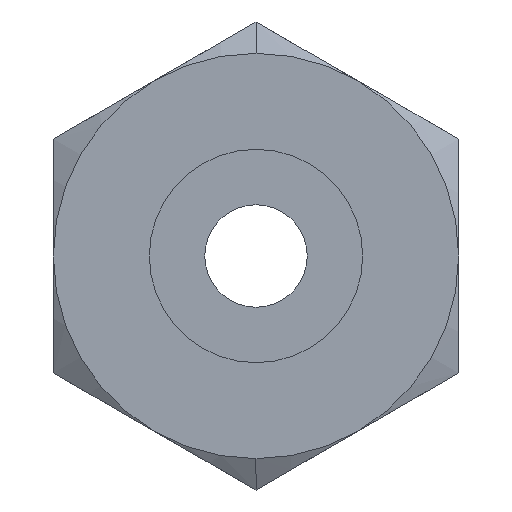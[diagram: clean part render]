
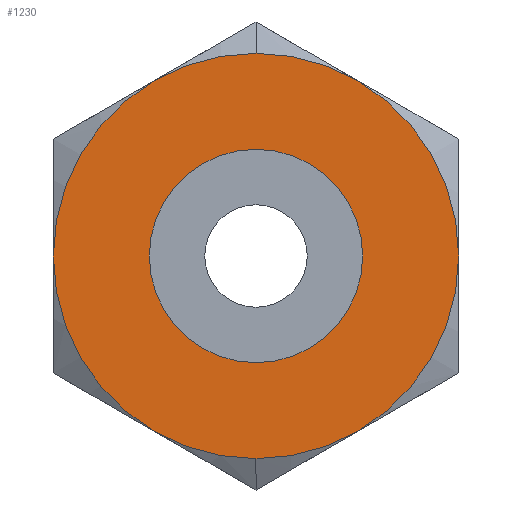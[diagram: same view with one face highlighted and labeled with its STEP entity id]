
A CAD part, left-side view. The second image highlights one B-rep face of the part: STEP entity #1230.
In plain terms, the highlighted planar face has unit normal (-1, 0, 0).
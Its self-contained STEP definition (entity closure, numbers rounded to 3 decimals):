
#112 = EDGE_LOOP ( 'NONE', ( #7014, #1912 ) ) ;
#671 = CIRCLE ( 'NONE', #6754, 9.5 ) ;
#917 = CARTESIAN_POINT ( 'NONE',  ( 0., 0., 0. ) ) ;
#1000 = DIRECTION ( 'NONE',  ( 0., 0., -1. ) ) ;
#1076 = DIRECTION ( 'NONE',  ( 0., 0., -1. ) ) ;
#1230 = ADVANCED_FACE ( 'NONE', ( #3446, #7381 ), #4116, .T. ) ;
#1310 = EDGE_CURVE ( 'NONE', #3073, #2088, #671, .T. ) ;
#1319 = CARTESIAN_POINT ( 'NONE',  ( 0., 0., 4.75 ) ) ;
#1631 = CARTESIAN_POINT ( 'NONE',  ( 0., 0., 0. ) ) ;
#1695 = DIRECTION ( 'NONE',  ( 0., 0., 1. ) ) ;
#1730 = ORIENTED_EDGE ( 'NONE', *, *, #1310, .F. ) ;
#1866 = AXIS2_PLACEMENT_3D ( 'NONE', #1631, #4388, #6323 ) ;
#1912 = ORIENTED_EDGE ( 'NONE', *, *, #4418, .T. ) ;
#2059 = AXIS2_PLACEMENT_3D ( 'NONE', #7766, #5904, #1695 ) ;
#2088 = VERTEX_POINT ( 'NONE', #8142 ) ;
#2605 = CARTESIAN_POINT ( 'NONE',  ( 0., 0., -5. ) ) ;
#2954 = EDGE_LOOP ( 'NONE', ( #8419, #1730 ) ) ;
#3073 = VERTEX_POINT ( 'NONE', #3500 ) ;
#3141 = CIRCLE ( 'NONE', #1866, 5. ) ;
#3149 = AXIS2_PLACEMENT_3D ( 'NONE', #8344, #5513, #1076 ) ;
#3372 = AXIS2_PLACEMENT_3D ( 'NONE', #1319, #4030, #6053 ) ;
#3446 = FACE_BOUND ( 'NONE', #112, .T. ) ;
#3500 = CARTESIAN_POINT ( 'NONE',  ( 0., 0., -9.5 ) ) ;
#3925 = VERTEX_POINT ( 'NONE', #2605 ) ;
#4030 = DIRECTION ( 'NONE',  ( -1., 0., 0. ) ) ;
#4086 = CARTESIAN_POINT ( 'NONE',  ( 0., 0., 5. ) ) ;
#4116 = PLANE ( 'NONE',  #3372 ) ;
#4127 = EDGE_CURVE ( 'NONE', #3925, #4244, #7242, .T. ) ;
#4244 = VERTEX_POINT ( 'NONE', #4086 ) ;
#4388 = DIRECTION ( 'NONE',  ( 1., 0., 0. ) ) ;
#4418 = EDGE_CURVE ( 'NONE', #4244, #3925, #3141, .T. ) ;
#5034 = DIRECTION ( 'NONE',  ( 1., 0., 0. ) ) ;
#5247 = EDGE_CURVE ( 'NONE', #2088, #3073, #6014, .T. ) ;
#5513 = DIRECTION ( 'NONE',  ( 1., 0., 0. ) ) ;
#5904 = DIRECTION ( 'NONE',  ( 1., 0., 0. ) ) ;
#6014 = CIRCLE ( 'NONE', #2059, 9.5 ) ;
#6053 = DIRECTION ( 'NONE',  ( 0., 0., 1. ) ) ;
#6323 = DIRECTION ( 'NONE',  ( 0., 0., 1. ) ) ;
#6754 = AXIS2_PLACEMENT_3D ( 'NONE', #917, #5034, #1000 ) ;
#7014 = ORIENTED_EDGE ( 'NONE', *, *, #4127, .T. ) ;
#7242 = CIRCLE ( 'NONE', #3149, 5. ) ;
#7381 = FACE_OUTER_BOUND ( 'NONE', #2954, .T. ) ;
#7766 = CARTESIAN_POINT ( 'NONE',  ( 0., 0., 0. ) ) ;
#8142 = CARTESIAN_POINT ( 'NONE',  ( 0., 0., 9.5 ) ) ;
#8344 = CARTESIAN_POINT ( 'NONE',  ( 0., 0., 0. ) ) ;
#8419 = ORIENTED_EDGE ( 'NONE', *, *, #5247, .F. ) ;
